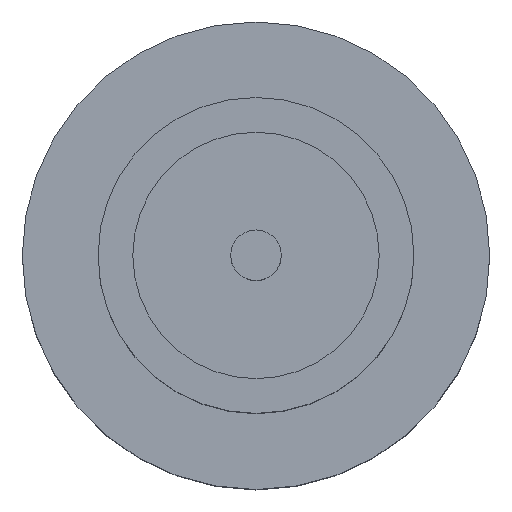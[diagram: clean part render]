
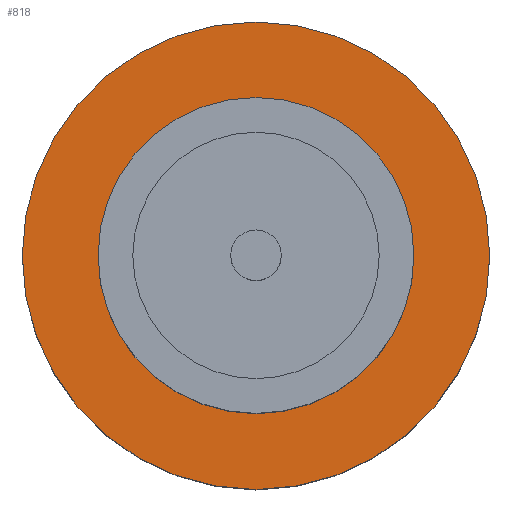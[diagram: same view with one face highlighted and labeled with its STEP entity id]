
A CAD part, top view. The second image highlights one B-rep face of the part: STEP entity #818.
In plain terms, the highlighted planar face has unit normal (0, 0, 1).
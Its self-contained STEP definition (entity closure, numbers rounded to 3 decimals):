
#6 = EDGE_CURVE ( 'NONE', #292, #235, #688, .T. ) ;
#14 = AXIS2_PLACEMENT_3D ( 'NONE', #141, #127, #385 ) ;
#53 = CARTESIAN_POINT ( 'NONE',  ( 0., 0., 1.55 ) ) ;
#56 = CARTESIAN_POINT ( 'NONE',  ( 0., 0., 1.55 ) ) ;
#70 = CIRCLE ( 'NONE', #647, 1.85 ) ;
#85 = CIRCLE ( 'NONE', #345, 1.25 ) ;
#93 = CARTESIAN_POINT ( 'NONE',  ( 1.25, 0., 1.55 ) ) ;
#96 = DIRECTION ( 'NONE',  ( 0., 0., 1. ) ) ;
#127 = DIRECTION ( 'NONE',  ( 0., 0., 1. ) ) ;
#129 = VERTEX_POINT ( 'NONE', #139 ) ;
#137 = CARTESIAN_POINT ( 'NONE',  ( 1.85, 0., 1.55 ) ) ;
#139 = CARTESIAN_POINT ( 'NONE',  ( -1.85, 0., 1.55 ) ) ;
#141 = CARTESIAN_POINT ( 'NONE',  ( 0., 0., 1.55 ) ) ;
#157 = ORIENTED_EDGE ( 'NONE', *, *, #847, .T. ) ;
#163 = ORIENTED_EDGE ( 'NONE', *, *, #6, .F. ) ;
#175 = AXIS2_PLACEMENT_3D ( 'NONE', #799, #396, #192 ) ;
#184 = DIRECTION ( 'NONE',  ( 0., 0., 1. ) ) ;
#192 = DIRECTION ( 'NONE',  ( 1., 0., 0. ) ) ;
#215 = EDGE_CURVE ( 'NONE', #235, #292, #85, .T. ) ;
#235 = VERTEX_POINT ( 'NONE', #93 ) ;
#255 = FACE_BOUND ( 'NONE', #311, .T. ) ;
#258 = AXIS2_PLACEMENT_3D ( 'NONE', #53, #184, #443 ) ;
#279 = CARTESIAN_POINT ( 'NONE',  ( -1.25, 0., 1.55 ) ) ;
#292 = VERTEX_POINT ( 'NONE', #279 ) ;
#299 = CIRCLE ( 'NONE', #14, 1.85 ) ;
#311 = EDGE_LOOP ( 'NONE', ( #851, #163 ) ) ;
#345 = AXIS2_PLACEMENT_3D ( 'NONE', #740, #96, #674 ) ;
#360 = DIRECTION ( 'NONE',  ( 1., 0., 0. ) ) ;
#385 = DIRECTION ( 'NONE',  ( 1., 0., 0. ) ) ;
#393 = FACE_OUTER_BOUND ( 'NONE', #797, .T. ) ;
#396 = DIRECTION ( 'NONE',  ( 0., 0., 1. ) ) ;
#443 = DIRECTION ( 'NONE',  ( 1., 0., 0. ) ) ;
#530 = VERTEX_POINT ( 'NONE', #137 ) ;
#576 = PLANE ( 'NONE',  #258 ) ;
#635 = EDGE_CURVE ( 'NONE', #530, #129, #70, .T. ) ;
#647 = AXIS2_PLACEMENT_3D ( 'NONE', #56, #701, #360 ) ;
#649 = ORIENTED_EDGE ( 'NONE', *, *, #635, .T. ) ;
#674 = DIRECTION ( 'NONE',  ( 1., 0., 0. ) ) ;
#688 = CIRCLE ( 'NONE', #175, 1.25 ) ;
#701 = DIRECTION ( 'NONE',  ( 0., 0., 1. ) ) ;
#740 = CARTESIAN_POINT ( 'NONE',  ( 0., 0., 1.55 ) ) ;
#797 = EDGE_LOOP ( 'NONE', ( #157, #649 ) ) ;
#799 = CARTESIAN_POINT ( 'NONE',  ( 0., 0., 1.55 ) ) ;
#818 = ADVANCED_FACE ( 'NONE', ( #255, #393 ), #576, .T. ) ;
#847 = EDGE_CURVE ( 'NONE', #129, #530, #299, .T. ) ;
#851 = ORIENTED_EDGE ( 'NONE', *, *, #215, .F. ) ;
